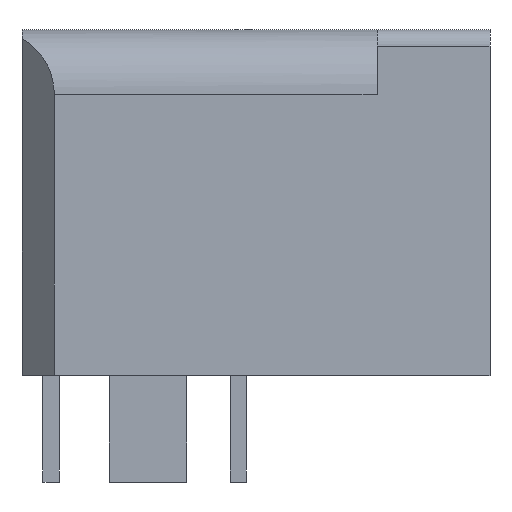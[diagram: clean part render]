
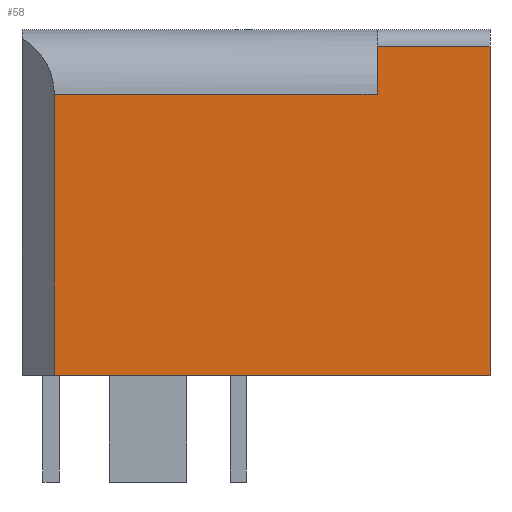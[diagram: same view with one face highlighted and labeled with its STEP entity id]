
A CAD part, left-side view. The second image highlights one B-rep face of the part: STEP entity #58.
In plain terms, the highlighted planar face has unit normal (-1, 0, 0).
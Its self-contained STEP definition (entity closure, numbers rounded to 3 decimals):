
#21 = EDGE_CURVE('',#22,#24,#26,.T.);
#22 = VERTEX_POINT('',#23);
#23 = CARTESIAN_POINT('',(-4.5,-0.1,0.01));
#24 = VERTEX_POINT('',#25);
#25 = CARTESIAN_POINT('',(-4.5,-0.1,8.71));
#26 = LINE('',#27,#28);
#27 = CARTESIAN_POINT('',(-4.5,-0.1,0.01));
#28 = VECTOR('',#29,1.);
#29 = DIRECTION('',(0.,0.,1.));
#58 = ADVANCED_FACE('',(#59),#116,.T.);
#59 = FACE_BOUND('',#60,.T.);
#60 = EDGE_LOOP('',(#61,#69,#77,#85,#93,#101,#109,#115));
#61 = ORIENTED_EDGE('',*,*,#62,.F.);
#62 = EDGE_CURVE('',#63,#22,#65,.T.);
#63 = VERTEX_POINT('',#64);
#64 = CARTESIAN_POINT('',(-4.5,-10.1,0.01));
#65 = LINE('',#66,#67);
#66 = CARTESIAN_POINT('',(-4.5,-13.6,0.01));
#67 = VECTOR('',#68,1.);
#68 = DIRECTION('',(0.,1.,0.));
#69 = ORIENTED_EDGE('',*,*,#70,.F.);
#70 = EDGE_CURVE('',#71,#63,#73,.T.);
#71 = VERTEX_POINT('',#72);
#72 = CARTESIAN_POINT('',(-4.5,-10.1,0.));
#73 = LINE('',#74,#75);
#74 = CARTESIAN_POINT('',(-4.5,-10.1,0.));
#75 = VECTOR('',#76,1.);
#76 = DIRECTION('',(0.,0.,1.));
#77 = ORIENTED_EDGE('',*,*,#78,.T.);
#78 = EDGE_CURVE('',#71,#79,#81,.T.);
#79 = VERTEX_POINT('',#80);
#80 = CARTESIAN_POINT('',(-4.5,-13.6,0.));
#81 = LINE('',#82,#83);
#82 = CARTESIAN_POINT('',(-4.5,-10.1,0.));
#83 = VECTOR('',#84,1.);
#84 = DIRECTION('',(0.,-1.,0.));
#85 = ORIENTED_EDGE('',*,*,#86,.T.);
#86 = EDGE_CURVE('',#79,#87,#89,.T.);
#87 = VERTEX_POINT('',#88);
#88 = CARTESIAN_POINT('',(-4.5,-13.6,10.2));
#89 = LINE('',#90,#91);
#90 = CARTESIAN_POINT('',(-4.5,-13.6,0.));
#91 = VECTOR('',#92,1.);
#92 = DIRECTION('',(0.,0.,1.));
#93 = ORIENTED_EDGE('',*,*,#94,.F.);
#94 = EDGE_CURVE('',#95,#87,#97,.T.);
#95 = VERTEX_POINT('',#96);
#96 = CARTESIAN_POINT('',(-4.5,-10.1,10.2));
#97 = LINE('',#98,#99);
#98 = CARTESIAN_POINT('',(-4.5,-10.1,10.2));
#99 = VECTOR('',#100,1.);
#100 = DIRECTION('',(0.,-1.,0.));
#101 = ORIENTED_EDGE('',*,*,#102,.F.);
#102 = EDGE_CURVE('',#103,#95,#105,.T.);
#103 = VERTEX_POINT('',#104);
#104 = CARTESIAN_POINT('',(-4.5,-10.1,8.71));
#105 = LINE('',#106,#107);
#106 = CARTESIAN_POINT('',(-4.5,-10.1,0.));
#107 = VECTOR('',#108,1.);
#108 = DIRECTION('',(0.,0.,1.));
#109 = ORIENTED_EDGE('',*,*,#110,.T.);
#110 = EDGE_CURVE('',#103,#24,#111,.T.);
#111 = LINE('',#112,#113);
#112 = CARTESIAN_POINT('',(-4.5,-13.6,8.71));
#113 = VECTOR('',#114,1.);
#114 = DIRECTION('',(0.,1.,0.));
#115 = ORIENTED_EDGE('',*,*,#21,.F.);
#116 = PLANE('',#117);
#117 = AXIS2_PLACEMENT_3D('',#118,#119,#120);
#118 = CARTESIAN_POINT('',(-4.5,-7.166,4.788));
#119 = DIRECTION('',(-1.,-0.,-0.));
#120 = DIRECTION('',(0.,0.,-1.));
